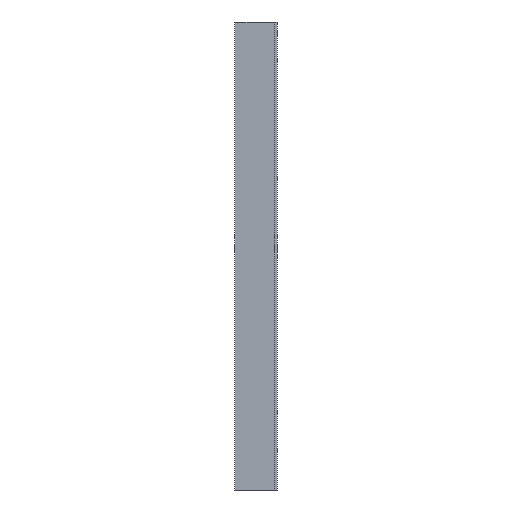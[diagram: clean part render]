
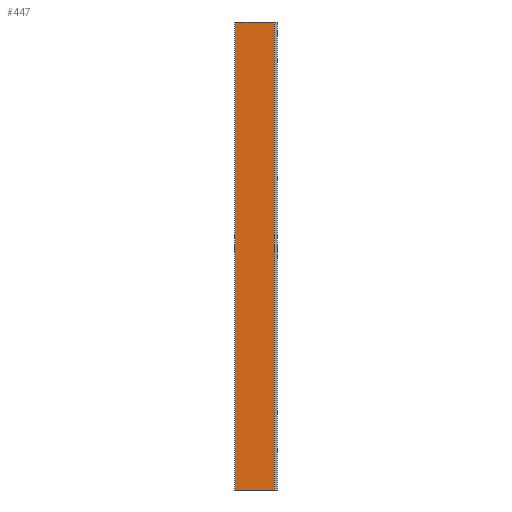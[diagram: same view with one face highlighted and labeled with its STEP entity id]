
A CAD part, left-side view. The second image highlights one B-rep face of the part: STEP entity #447.
In plain terms, the highlighted planar face has unit normal (-1, 0, 0).
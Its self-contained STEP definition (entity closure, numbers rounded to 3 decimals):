
#3 = VECTOR ( 'NONE', #650, 1000. ) ;
#22 = DIRECTION ( 'NONE',  ( 0., 1., 0. ) ) ;
#74 = PLANE ( 'NONE',  #168 ) ;
#139 = LINE ( 'NONE', #590, #761 ) ;
#148 = DIRECTION ( 'NONE',  ( 0., 0., -1. ) ) ;
#162 = VECTOR ( 'NONE', #656, 1000. ) ;
#168 = AXIS2_PLACEMENT_3D ( 'NONE', #620, #482, #22 ) ;
#191 = LINE ( 'NONE', #642, #3 ) ;
#231 = ORIENTED_EDGE ( 'NONE', *, *, #528, .F. ) ;
#238 = EDGE_CURVE ( 'NONE', #463, #689, #632, .T. ) ;
#264 = ORIENTED_EDGE ( 'NONE', *, *, #779, .T. ) ;
#305 = ORIENTED_EDGE ( 'NONE', *, *, #732, .T. ) ;
#395 = CARTESIAN_POINT ( 'NONE',  ( 0., -50.8, 600. ) ) ;
#402 = CARTESIAN_POINT ( 'NONE',  ( 0., 0., 600. ) ) ;
#407 = DIRECTION ( 'NONE',  ( 0., 0., -1. ) ) ;
#433 = EDGE_LOOP ( 'NONE', ( #305, #231, #755, #264 ) ) ;
#447 = ADVANCED_FACE ( 'NONE', ( #581 ), #74, .F. ) ;
#463 = VERTEX_POINT ( 'NONE', #623 ) ;
#481 = VERTEX_POINT ( 'NONE', #682 ) ;
#482 = DIRECTION ( 'NONE',  ( 1., 0., 0. ) ) ;
#524 = CARTESIAN_POINT ( 'NONE',  ( 0., -50.8, 0. ) ) ;
#528 = EDGE_CURVE ( 'NONE', #689, #777, #612, .T. ) ;
#567 = VECTOR ( 'NONE', #148, 1000. ) ;
#581 = FACE_OUTER_BOUND ( 'NONE', #433, .T. ) ;
#590 = CARTESIAN_POINT ( 'NONE',  ( 0., 0., 600. ) ) ;
#612 = LINE ( 'NONE', #684, #567 ) ;
#620 = CARTESIAN_POINT ( 'NONE',  ( 0., 0., 600. ) ) ;
#623 = CARTESIAN_POINT ( 'NONE',  ( 0., 0., 600. ) ) ;
#632 = LINE ( 'NONE', #402, #162 ) ;
#642 = CARTESIAN_POINT ( 'NONE',  ( 0., 0., 0. ) ) ;
#650 = DIRECTION ( 'NONE',  ( 0., -1., 0. ) ) ;
#656 = DIRECTION ( 'NONE',  ( 0., -1., 0. ) ) ;
#682 = CARTESIAN_POINT ( 'NONE',  ( 0., 0., 0. ) ) ;
#684 = CARTESIAN_POINT ( 'NONE',  ( 0., -50.8, 600. ) ) ;
#689 = VERTEX_POINT ( 'NONE', #395 ) ;
#732 = EDGE_CURVE ( 'NONE', #481, #777, #191, .T. ) ;
#755 = ORIENTED_EDGE ( 'NONE', *, *, #238, .F. ) ;
#761 = VECTOR ( 'NONE', #407, 1000. ) ;
#777 = VERTEX_POINT ( 'NONE', #524 ) ;
#779 = EDGE_CURVE ( 'NONE', #463, #481, #139, .T. ) ;
